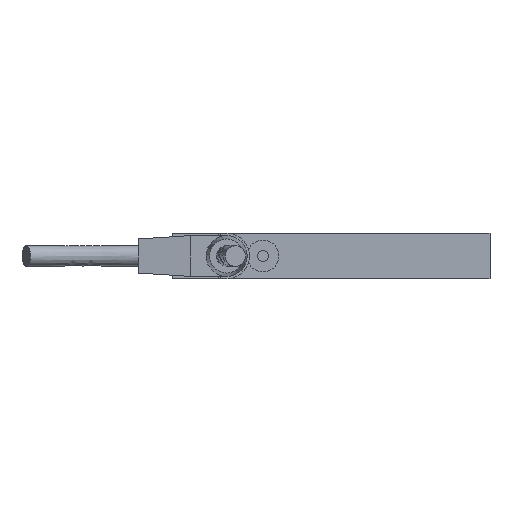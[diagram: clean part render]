
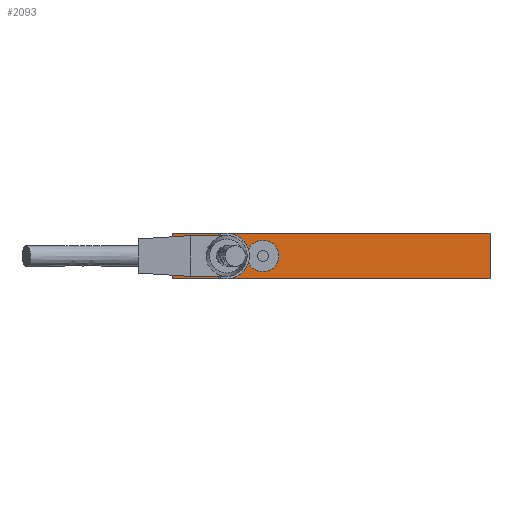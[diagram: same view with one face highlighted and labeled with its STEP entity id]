
A CAD part, left-side view. The second image highlights one B-rep face of the part: STEP entity #2093.
In plain terms, the highlighted planar face has unit normal (-1, 0, 0).
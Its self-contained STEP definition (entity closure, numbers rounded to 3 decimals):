
#70=FACE_BOUND('',#459,.T.);
#71=FACE_BOUND('',#460,.T.);
#188=PLANE('',#2260);
#308=FACE_OUTER_BOUND('',#458,.T.);
#458=EDGE_LOOP('',(#1805,#1806,#1807,#1808));
#459=EDGE_LOOP('',(#1809));
#460=EDGE_LOOP('',(#1810));
#564=LINE('',#3051,#770);
#720=LINE('',#3377,#926);
#721=LINE('',#3379,#927);
#722=LINE('',#3380,#928);
#770=VECTOR('',#2460,10.);
#926=VECTOR('',#2760,70.);
#927=VECTOR('',#2761,10.);
#928=VECTOR('',#2762,70.);
#963=CIRCLE('',#2162,1.5);
#972=CIRCLE('',#2176,3.5);
#1035=VERTEX_POINT('',#3005);
#1044=VERTEX_POINT('',#3028);
#1051=VERTEX_POINT('',#3048);
#1052=VERTEX_POINT('',#3050);
#1150=VERTEX_POINT('',#3376);
#1151=VERTEX_POINT('',#3378);
#1228=EDGE_CURVE('',#1035,#1035,#963,.T.);
#1237=EDGE_CURVE('',#1044,#1044,#972,.T.);
#1244=EDGE_CURVE('',#1052,#1051,#564,.T.);
#1400=EDGE_CURVE('',#1051,#1150,#720,.T.);
#1401=EDGE_CURVE('',#1151,#1150,#721,.T.);
#1402=EDGE_CURVE('',#1151,#1052,#722,.T.);
#1805=ORIENTED_EDGE('',*,*,#1400,.T.);
#1806=ORIENTED_EDGE('',*,*,#1401,.F.);
#1807=ORIENTED_EDGE('',*,*,#1402,.T.);
#1808=ORIENTED_EDGE('',*,*,#1244,.T.);
#1809=ORIENTED_EDGE('',*,*,#1237,.T.);
#1810=ORIENTED_EDGE('',*,*,#1228,.T.);
#2093=ADVANCED_FACE('',(#308,#70,#71),#188,.T.);
#2162=AXIS2_PLACEMENT_3D('',#3006,#2405,#2406);
#2176=AXIS2_PLACEMENT_3D('',#3029,#2433,#2434);
#2260=AXIS2_PLACEMENT_3D('',#3375,#2758,#2759);
#2405=DIRECTION('center_axis',(1.,0.,0.));
#2406=DIRECTION('ref_axis',(0.,0.,-1.));
#2433=DIRECTION('center_axis',(1.,0.,0.));
#2434=DIRECTION('ref_axis',(0.,0.,-1.));
#2460=DIRECTION('',(0.,0.,1.));
#2758=DIRECTION('center_axis',(-1.,0.,0.));
#2759=DIRECTION('ref_axis',(0.,0.,1.));
#2760=DIRECTION('',(0.,1.,0.));
#2761=DIRECTION('',(0.,0.,1.));
#2762=DIRECTION('',(0.,-1.,0.));
#3005=CARTESIAN_POINT('',(-20.995,12.625,6.5));
#3006=CARTESIAN_POINT('Origin',(-20.995,12.625,5.));
#3028=CARTESIAN_POINT('',(-20.995,4.625,8.5));
#3029=CARTESIAN_POINT('Origin',(-20.995,4.625,5.));
#3048=CARTESIAN_POINT('',(-20.995,-45.375,10.));
#3050=CARTESIAN_POINT('',(-20.995,-45.375,0.));
#3051=CARTESIAN_POINT('',(-20.995,-45.375,0.));
#3375=CARTESIAN_POINT('Origin',(-20.995,-45.375,0.));
#3376=CARTESIAN_POINT('',(-20.995,24.625,10.));
#3377=CARTESIAN_POINT('',(-20.995,-45.375,10.));
#3378=CARTESIAN_POINT('',(-20.995,24.625,0.));
#3379=CARTESIAN_POINT('',(-20.995,24.625,0.));
#3380=CARTESIAN_POINT('',(-20.995,24.625,0.));
